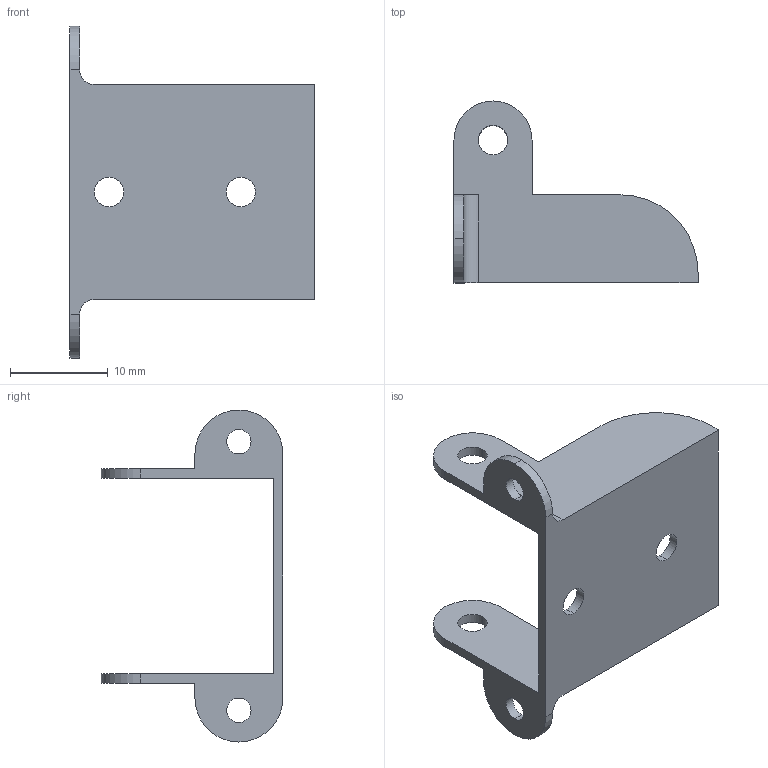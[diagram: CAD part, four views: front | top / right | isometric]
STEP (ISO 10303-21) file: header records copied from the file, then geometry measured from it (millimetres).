
FILE_DESCRIPTION (( 'STEP AP214' ), '1' );
FILE_NAME ('Pieza3.STEP', '2020-06-10T01:15:04', ( '' ), ( '' ), 'SwSTEP 2.0', 'SolidWorks 2013', '' );
FILE_SCHEMA (( 'AUTOMOTIVE_DESIGN' ));
Length unit declared in the file: millimetre
Products named in the file (1): Pieza3
Bounding box: 25 x 18.6 x 34 mm (x, y, z)
Volume: 1123.6 mm3; surface area: 2440.5 mm2
Topology: 1 solids, 1 shells, 38 faces, 104 edges, 66 vertices
Faces by surface type: cylinder 22, plane 16
Entity records: 1270 total; most frequent: DIRECTION 226, CARTESIAN_POINT 209, ORIENTED_EDGE 208, EDGE_CURVE 104, AXIS2_PLACEMENT_3D 83, VERTEX_POINT 66, LINE 60, VECTOR 60
